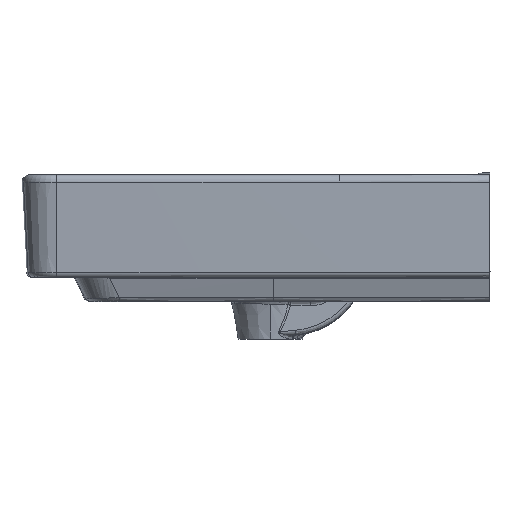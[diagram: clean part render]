
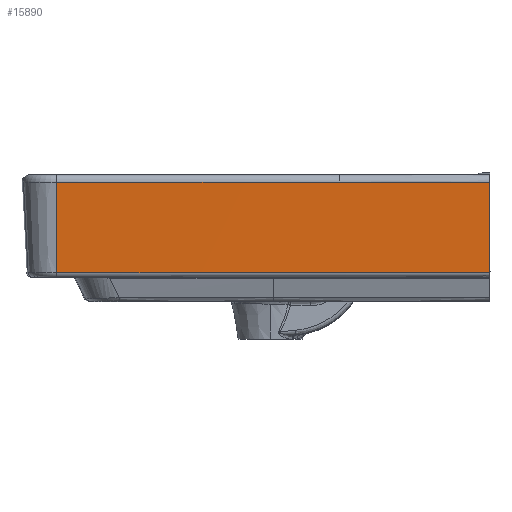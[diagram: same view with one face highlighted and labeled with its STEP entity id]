
A CAD part, left-side view. The second image highlights one B-rep face of the part: STEP entity #15890.
In plain terms, the highlighted conical face has half-angle 3 degrees and reference radius 14232.3 mm.
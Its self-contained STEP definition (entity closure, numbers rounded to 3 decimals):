
#14490=CARTESIAN_POINT('Vertex',(-343.278,218.803,25.238)) ;
#14550=CARTESIAN_POINT('Vertex',(-342.745,-225.,25.238)) ;
#14553=CARTESIAN_POINT('Axis2P3D Location',(13882.25,14.,25.238)) ;
#15762=CARTESIAN_POINT('Vertex',(-347.591,-225.,117.697)) ;
#15765=CARTESIAN_POINT('Line Origine',(-345.168,-225.,71.467)) ;
#15835=CARTESIAN_POINT('Vertex',(-348.119,218.873,117.607)) ;
#15845=CARTESIAN_POINT('Line Origine',(-131157.367,2102.114,2496365.417)) ;
#15857=CARTESIAN_POINT('Axis2P3D Location',(13882.25,14.,125.5)) ;
#15862=CARTESIAN_POINT('Axis2P3D Location',(13882.25,14.,117.607)) ;
#15866=CARTESIAN_POINT('Vertex',(-349.342,-70.613,117.607)) ;
#15870=CARTESIAN_POINT('Control Point',(-347.591,-225.,117.697)) ;
#15871=CARTESIAN_POINT('Control Point',(-347.689,-219.163,117.691)) ;
#15872=CARTESIAN_POINT('Control Point',(-347.783,-213.327,117.685)) ;
#15873=CARTESIAN_POINT('Control Point',(-347.875,-207.485,117.68)) ;
#15874=CARTESIAN_POINT('Control Point',(-348.231,-184.12,117.66)) ;
#15875=CARTESIAN_POINT('Control Point',(-348.538,-160.754,117.641)) ;
#15876=CARTESIAN_POINT('Control Point',(-348.742,-143.232,117.627)) ;
#15877=CARTESIAN_POINT('Control Point',(-348.992,-118.455,117.614)) ;
#15878=CARTESIAN_POINT('Control Point',(-349.189,-93.678,117.609)) ;
#15879=CARTESIAN_POINT('Control Point',(-349.251,-85.126,117.608)) ;
#15880=CARTESIAN_POINT('Control Point',(-349.299,-77.87,117.608)) ;
#15881=CARTESIAN_POINT('Control Point',(-349.342,-70.613,117.607)) ;
#15767=VECTOR('Line Direction',#15766,1.) ;
#15847=VECTOR('Line Direction',#15846,1.) ;
#14554=DIRECTION('Axis2P3D Direction',(0.,0.,-1.)) ;
#15766=DIRECTION('Vector Direction',(0.052,0.,-0.999)) ;
#15846=DIRECTION('Vector Direction',(-0.052,0.001,0.999)) ;
#15858=DIRECTION('Axis2P3D Direction',(0.,0.,1.)) ;
#15859=DIRECTION('Axis2P3D XDirection',(-1.,0.014,0.)) ;
#15863=DIRECTION('Axis2P3D Direction',(0.,0.,1.)) ;
#14555=AXIS2_PLACEMENT_3D('Circle Axis2P3D',#14553,#14554,$) ;
#15860=AXIS2_PLACEMENT_3D('Cone Axis2P3D',#15857,#15858,#15859) ;
#15864=AXIS2_PLACEMENT_3D('Circle Axis2P3D',#15862,#15863,$) ;
#15768=LINE('Line',#15765,#15767) ;
#15848=LINE('Line',#15845,#15847) ;
#14556=CIRCLE('generated circle',#14555,14227.002) ;
#15865=CIRCLE('generated circle',#15864,14231.843) ;
#15861=CONICAL_SURFACE('Cone',#15860,14232.257,0.052) ;
#14557=EDGE_CURVE('',#14491,#14551,#14556,.F.) ;
#15769=EDGE_CURVE('',#15763,#14551,#15768,.T.) ;
#15849=EDGE_CURVE('',#14491,#15836,#15848,.T.) ;
#15868=EDGE_CURVE('',#15867,#15836,#15865,.F.) ;
#15882=EDGE_CURVE('',#15763,#15867,#15869,.T.) ;
#15884=ORIENTED_EDGE('',*,*,#15868,.T.) ;
#15885=ORIENTED_EDGE('',*,*,#15849,.F.) ;
#15886=ORIENTED_EDGE('',*,*,#14557,.T.) ;
#15887=ORIENTED_EDGE('',*,*,#15769,.F.) ;
#15888=ORIENTED_EDGE('',*,*,#15882,.T.) ;
#15883=EDGE_LOOP('',(#15884,#15885,#15886,#15887,#15888)) ;
#14491=VERTEX_POINT('',#14490) ;
#14551=VERTEX_POINT('',#14550) ;
#15763=VERTEX_POINT('',#15762) ;
#15836=VERTEX_POINT('',#15835) ;
#15867=VERTEX_POINT('',#15866) ;
#15890=ADVANCED_FACE('Hauptk\X2\00F6\X0\rper',(#15889),#15861,.T.) ;
#15869=B_SPLINE_CURVE_WITH_KNOTS('',5,(#15870,#15871,#15872,#15873,#15874,#15875,#15876,#15877,#15878,#15879,#15880,#15881),.UNSPECIFIED.,.F.,.U.,(6,3,3,6),(0.,29.227,116.832,153.105),.UNSPECIFIED.) ;
#15889=FACE_OUTER_BOUND('',#15883,.T.) ;
